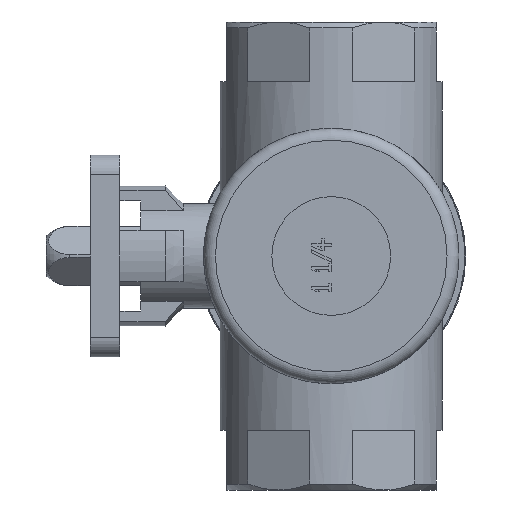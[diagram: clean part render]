
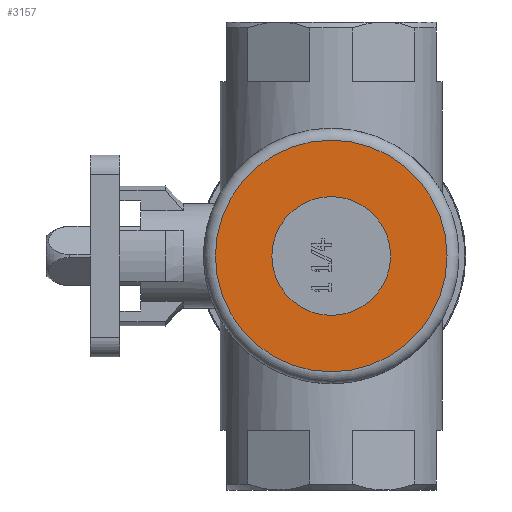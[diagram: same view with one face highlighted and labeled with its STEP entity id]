
A CAD part, left-side view. The second image highlights one B-rep face of the part: STEP entity #3157.
In plain terms, the highlighted planar face has unit normal (-1, 0, 0).
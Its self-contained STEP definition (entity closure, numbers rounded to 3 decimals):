
#227=CIRCLE('',#3438,29.25);
#228=CIRCLE('',#3440,15.);
#588=ORIENTED_EDGE('',*,*,#1441,.F.);
#589=ORIENTED_EDGE('',*,*,#1442,.T.);
#1441=EDGE_CURVE('',#1852,#1852,#227,.T.);
#1442=EDGE_CURVE('',#1853,#1853,#228,.T.);
#1852=VERTEX_POINT('',#5209);
#1853=VERTEX_POINT('',#5212);
#2591=EDGE_LOOP('',(#588));
#2592=EDGE_LOOP('',(#589));
#2827=FACE_BOUND('',#2591,.T.);
#2828=FACE_BOUND('',#2592,.T.);
#3021=PLANE('',#3439);
#3157=ADVANCED_FACE('',(#2827,#2828),#3021,.F.);
#3438=AXIS2_PLACEMENT_3D('',#5208,#4025,#4026);
#3439=AXIS2_PLACEMENT_3D('',#5210,#4027,#4028);
#3440=AXIS2_PLACEMENT_3D('',#5211,#4029,#4030);
#4025=DIRECTION('',(1.,0.,0.));
#4026=DIRECTION('',(0.,0.,-1.));
#4027=DIRECTION('',(1.,0.,0.));
#4028=DIRECTION('',(0.,0.,-1.));
#4029=DIRECTION('',(1.,0.,0.));
#4030=DIRECTION('',(0.,0.,-1.));
#5208=CARTESIAN_POINT('',(-37.,0.,0.));
#5209=CARTESIAN_POINT('',(-37.,0.,-29.25));
#5210=CARTESIAN_POINT('',(-37.,0.,0.));
#5211=CARTESIAN_POINT('',(-37.,0.,0.));
#5212=CARTESIAN_POINT('',(-37.,0.,-15.));
